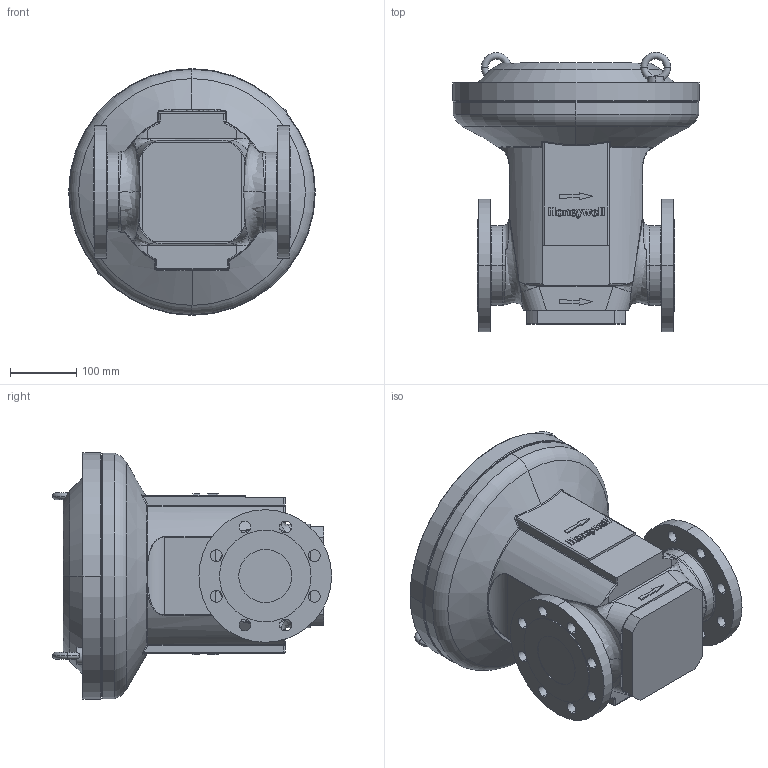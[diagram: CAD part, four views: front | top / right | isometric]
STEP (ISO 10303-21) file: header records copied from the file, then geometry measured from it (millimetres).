
FILE_DESCRIPTION (( 'STEP AP214' ), '1' );
FILE_NAME ('RMG402_DN80_PN16-40(_RL).STEP', '2020-04-03T11:37:01', ( '' ), ( '' ), 'SwSTEP 2.0', 'SolidWorks 2017', '' );
FILE_SCHEMA (( 'AUTOMOTIVE_DESIGN' ));
Length unit declared in the file: millimetre
Products named in the file (1): RMG402_DN80_PN16-40(_RL)
Bounding box: 372 x 421 x 372 mm (x, y, z)
Volume: 22674150.7 mm3; surface area: 638632.6 mm2
Topology: 1 solids, 1 shells, 565 faces, 1514 edges, 974 vertices
Faces by surface type: plane 212, bspline 196, cylinder 99, torus 30, cone 18, sphere 10
Entity records: 37821 total; most frequent: CARTESIAN_POINT 21981, ORIENTED_EDGE 3016, DIRECTION 2060, EDGE_CURVE 1508, VERTEX_POINT 974, LINE 762, VECTOR 762, AXIS2_PLACEMENT_3D 649
